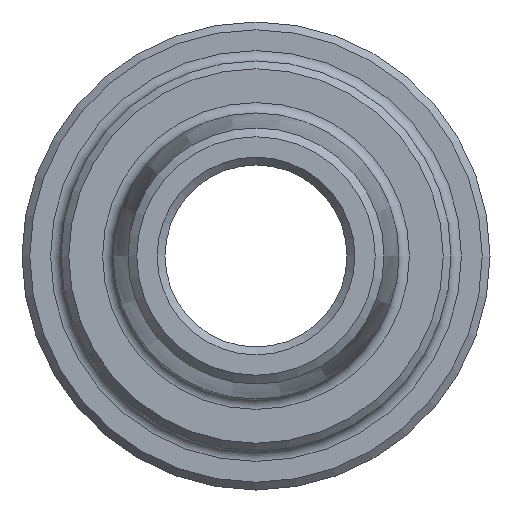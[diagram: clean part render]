
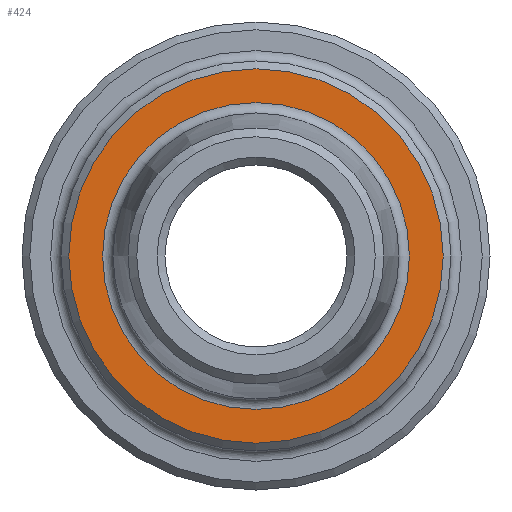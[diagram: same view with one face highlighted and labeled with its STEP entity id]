
A CAD part, left-side view. The second image highlights one B-rep face of the part: STEP entity #424.
In plain terms, the highlighted planar face has unit normal (-1, 0, 0).
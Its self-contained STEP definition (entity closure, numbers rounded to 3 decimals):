
#26=FACE_BOUND('',#79,.T.);
#34=PLANE('',#486);
#48=FACE_OUTER_BOUND('',#78,.T.);
#78=EDGE_LOOP('',(#317));
#79=EDGE_LOOP('',(#318));
#147=CIRCLE('',#482,7.2);
#150=CIRCLE('',#487,5.9);
#193=VERTEX_POINT('',#739);
#196=VERTEX_POINT('',#749);
#238=EDGE_CURVE('',#193,#193,#147,.T.);
#242=EDGE_CURVE('',#196,#196,#150,.T.);
#317=ORIENTED_EDGE('',*,*,#238,.F.);
#318=ORIENTED_EDGE('',*,*,#242,.F.);
#424=ADVANCED_FACE('',(#48,#26),#34,.T.);
#482=AXIS2_PLACEMENT_3D('',#741,#580,#581);
#486=AXIS2_PLACEMENT_3D('',#748,#589,#590);
#487=AXIS2_PLACEMENT_3D('',#750,#591,#592);
#580=DIRECTION('center_axis',(1.,0.,0.));
#581=DIRECTION('ref_axis',(0.,-1.,0.));
#589=DIRECTION('center_axis',(-1.,0.,0.));
#590=DIRECTION('ref_axis',(0.,0.,1.));
#591=DIRECTION('center_axis',(-1.,0.,0.));
#592=DIRECTION('ref_axis',(0.,-1.,0.));
#739=CARTESIAN_POINT('',(-8.,7.2,0.));
#741=CARTESIAN_POINT('Origin',(-8.,0.,0.));
#748=CARTESIAN_POINT('Origin',(-8.,7.5,0.));
#749=CARTESIAN_POINT('',(-8.,0.,5.9));
#750=CARTESIAN_POINT('Origin',(-8.,0.,0.));
